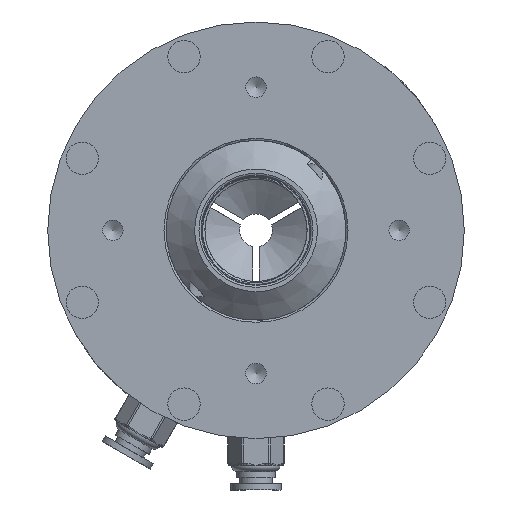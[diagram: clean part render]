
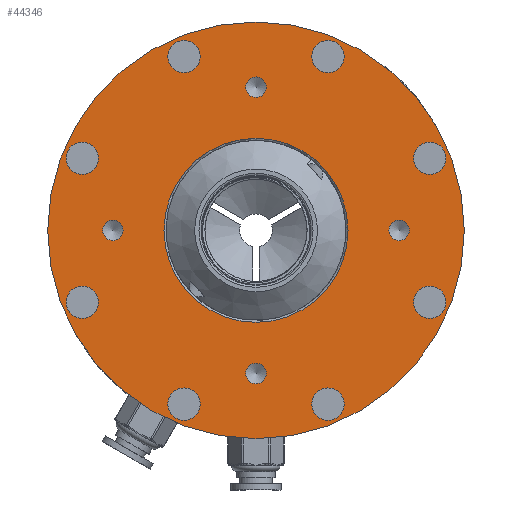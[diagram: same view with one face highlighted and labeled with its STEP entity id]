
A CAD part, front view. The second image highlights one B-rep face of the part: STEP entity #44346.
In plain terms, the highlighted planar face has unit normal (0, -1, 0).
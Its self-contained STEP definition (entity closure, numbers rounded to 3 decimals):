
#55 = AXIS2_PLACEMENT_3D ( 'NONE', #36379, #47330, #28762 ) ;
#177 = CARTESIAN_POINT ( 'NONE',  ( 0., 0., 32.5 ) ) ;
#256 = EDGE_LOOP ( 'NONE', ( #47156 ) ) ;
#361 = DIRECTION ( 'NONE',  ( 0., 1., 0. ) ) ;
#551 = DIRECTION ( 'NONE',  ( 0., -1., 0. ) ) ;
#726 = DIRECTION ( 'NONE',  ( 0., -1., 0. ) ) ;
#2176 = CARTESIAN_POINT ( 'NONE',  ( 0., 0., 22.5 ) ) ;
#2209 = EDGE_CURVE ( 'NONE', #15791, #15791, #38170, .T. ) ;
#2683 = CIRCLE ( 'NONE', #11218, 3.95 ) ;
#2714 = AXIS2_PLACEMENT_3D ( 'NONE', #41258, #361, #15209 ) ;
#3114 = CIRCLE ( 'NONE', #44334, 3.95 ) ;
#3187 = EDGE_LOOP ( 'NONE', ( #19453 ) ) ;
#3313 = CIRCLE ( 'NONE', #16516, 2.5 ) ;
#4310 = DIRECTION ( 'NONE',  ( 0., 0., 1. ) ) ;
#4411 = CIRCLE ( 'NONE', #39362, 2.5 ) ;
#4416 = DIRECTION ( 'NONE',  ( 0., -1., 0. ) ) ;
#4508 = EDGE_LOOP ( 'NONE', ( #14654 ) ) ;
#4770 = FACE_BOUND ( 'NONE', #14797, .T. ) ;
#5027 = FACE_BOUND ( 'NONE', #15263, .T. ) ;
#5259 = FACE_BOUND ( 'NONE', #11727, .T. ) ;
#5279 = CARTESIAN_POINT ( 'NONE',  ( -42.498, 0., -17.603 ) ) ;
#5416 = CARTESIAN_POINT ( 'NONE',  ( 0., 0., -35. ) ) ;
#5748 = EDGE_LOOP ( 'NONE', ( #30621 ) ) ;
#6403 = ORIENTED_EDGE ( 'NONE', *, *, #13868, .T. ) ;
#6539 = VERTEX_POINT ( 'NONE', #2176 ) ;
#6558 = ORIENTED_EDGE ( 'NONE', *, *, #28078, .F. ) ;
#7014 = VERTEX_POINT ( 'NONE', #18195 ) ;
#7266 = CARTESIAN_POINT ( 'NONE',  ( -17.603, 0., 46.448 ) ) ;
#8064 = CARTESIAN_POINT ( 'NONE',  ( 35., 0., 0. ) ) ;
#8272 = CIRCLE ( 'NONE', #11396, 3.95 ) ;
#8501 = DIRECTION ( 'NONE',  ( 0., 0., 1. ) ) ;
#8660 = FACE_BOUND ( 'NONE', #13110, .T. ) ;
#8767 = ORIENTED_EDGE ( 'NONE', *, *, #10201, .T. ) ;
#8919 = FACE_BOUND ( 'NONE', #32782, .T. ) ;
#9085 = CIRCLE ( 'NONE', #37075, 2.5 ) ;
#9220 = DIRECTION ( 'NONE',  ( 0., -1., 0. ) ) ;
#9353 = AXIS2_PLACEMENT_3D ( 'NONE', #10091, #43232, #24688 ) ;
#9694 = VERTEX_POINT ( 'NONE', #24755 ) ;
#9842 = DIRECTION ( 'NONE',  ( 0., 0., 1. ) ) ;
#10091 = CARTESIAN_POINT ( 'NONE',  ( 17.603, 0., 42.498 ) ) ;
#10201 = EDGE_CURVE ( 'NONE', #9694, #9694, #32676, .T. ) ;
#11218 = AXIS2_PLACEMENT_3D ( 'NONE', #48091, #36180, #29525 ) ;
#11275 = DIRECTION ( 'NONE',  ( 0., 0., -1. ) ) ;
#11396 = AXIS2_PLACEMENT_3D ( 'NONE', #35446, #39088, #9842 ) ;
#11727 = EDGE_LOOP ( 'NONE', ( #40987 ) ) ;
#11936 = DIRECTION ( 'NONE',  ( 0., 0., -1. ) ) ;
#12239 = EDGE_CURVE ( 'NONE', #25002, #25002, #2683, .T. ) ;
#12552 = PLANE ( 'NONE',  #38855 ) ;
#12878 = EDGE_LOOP ( 'NONE', ( #8767 ) ) ;
#12996 = AXIS2_PLACEMENT_3D ( 'NONE', #5279, #20120, #34984 ) ;
#13106 = VERTEX_POINT ( 'NONE', #27922 ) ;
#13110 = EDGE_LOOP ( 'NONE', ( #33031 ) ) ;
#13280 = ORIENTED_EDGE ( 'NONE', *, *, #25714, .F. ) ;
#13868 = EDGE_CURVE ( 'NONE', #6539, #6539, #27547, .T. ) ;
#14297 = VERTEX_POINT ( 'NONE', #44507 ) ;
#14654 = ORIENTED_EDGE ( 'NONE', *, *, #41653, .F. ) ;
#14669 = CARTESIAN_POINT ( 'NONE',  ( -35., 0., 0. ) ) ;
#14797 = EDGE_LOOP ( 'NONE', ( #13280 ) ) ;
#14816 = EDGE_CURVE ( 'NONE', #28874, #28874, #43979, .T. ) ;
#14856 = DIRECTION ( 'NONE',  ( 0., 0., 1. ) ) ;
#15209 = DIRECTION ( 'NONE',  ( 0., 0., 1. ) ) ;
#15263 = EDGE_LOOP ( 'NONE', ( #6558 ) ) ;
#15705 = FACE_BOUND ( 'NONE', #42248, .T. ) ;
#15791 = VERTEX_POINT ( 'NONE', #30634 ) ;
#15949 = DIRECTION ( 'NONE',  ( 0., 1., 0. ) ) ;
#16112 = DIRECTION ( 'NONE',  ( 0., -1., 0. ) ) ;
#16296 = EDGE_LOOP ( 'NONE', ( #6403 ) ) ;
#16477 = EDGE_CURVE ( 'NONE', #13106, #13106, #4411, .T. ) ;
#16516 = AXIS2_PLACEMENT_3D ( 'NONE', #14669, #551, #33176 ) ;
#17772 = EDGE_CURVE ( 'NONE', #43074, #43074, #3114, .T. ) ;
#18195 = CARTESIAN_POINT ( 'NONE',  ( -35., 0., -2.5 ) ) ;
#18625 = AXIS2_PLACEMENT_3D ( 'NONE', #46541, #25037, #39685 ) ;
#19453 = ORIENTED_EDGE ( 'NONE', *, *, #16477, .F. ) ;
#19621 = EDGE_CURVE ( 'NONE', #40602, #40602, #8272, .T. ) ;
#19860 = FACE_BOUND ( 'NONE', #41921, .T. ) ;
#20120 = DIRECTION ( 'NONE',  ( 0., -1., 0. ) ) ;
#21170 = AXIS2_PLACEMENT_3D ( 'NONE', #29920, #726, #14856 ) ;
#21680 = ORIENTED_EDGE ( 'NONE', *, *, #12239, .F. ) ;
#22003 = DIRECTION ( 'NONE',  ( 0., -1., 0. ) ) ;
#22346 = VERTEX_POINT ( 'NONE', #44990 ) ;
#23259 = FACE_BOUND ( 'NONE', #31251, .T. ) ;
#23355 = EDGE_CURVE ( 'NONE', #37222, #37222, #9085, .T. ) ;
#24688 = DIRECTION ( 'NONE',  ( 0., 0., 1. ) ) ;
#24755 = CARTESIAN_POINT ( 'NONE',  ( 0., 0., -50.95 ) ) ;
#25002 = VERTEX_POINT ( 'NONE', #28168 ) ;
#25037 = DIRECTION ( 'NONE',  ( 0., -1., 0. ) ) ;
#25714 = EDGE_CURVE ( 'NONE', #7014, #7014, #3313, .T. ) ;
#26019 = EDGE_CURVE ( 'NONE', #14297, #14297, #47632, .T. ) ;
#27147 = VERTEX_POINT ( 'NONE', #34760 ) ;
#27547 = CIRCLE ( 'NONE', #2714, 22.5 ) ;
#27922 = CARTESIAN_POINT ( 'NONE',  ( 0., 0., -37.5 ) ) ;
#28078 = EDGE_CURVE ( 'NONE', #22346, #22346, #31824, .T. ) ;
#28168 = CARTESIAN_POINT ( 'NONE',  ( -42.498, 0., 21.553 ) ) ;
#28762 = DIRECTION ( 'NONE',  ( 0., 0., -1. ) ) ;
#28874 = VERTEX_POINT ( 'NONE', #39881 ) ;
#29354 = VERTEX_POINT ( 'NONE', #177 ) ;
#29525 = DIRECTION ( 'NONE',  ( 0., 0., 1. ) ) ;
#29807 = CARTESIAN_POINT ( 'NONE',  ( -17.603, 0., -42.498 ) ) ;
#29920 = CARTESIAN_POINT ( 'NONE',  ( 42.498, 0., 17.603 ) ) ;
#30060 = EDGE_CURVE ( 'NONE', #29354, #29354, #40565, .T. ) ;
#30621 = ORIENTED_EDGE ( 'NONE', *, *, #2209, .F. ) ;
#30634 = CARTESIAN_POINT ( 'NONE',  ( 17.603, 0., 46.448 ) ) ;
#30788 = FACE_OUTER_BOUND ( 'NONE', #12878, .T. ) ;
#30950 = DIRECTION ( 'NONE',  ( 0., 0., -1. ) ) ;
#31251 = EDGE_LOOP ( 'NONE', ( #21680 ) ) ;
#31824 = CIRCLE ( 'NONE', #18625, 3.95 ) ;
#32676 = CIRCLE ( 'NONE', #55, 50.95 ) ;
#32782 = EDGE_LOOP ( 'NONE', ( #46679 ) ) ;
#32858 = ORIENTED_EDGE ( 'NONE', *, *, #23355, .F. ) ;
#33031 = ORIENTED_EDGE ( 'NONE', *, *, #30060, .F. ) ;
#33176 = DIRECTION ( 'NONE',  ( 0., 0., -1. ) ) ;
#33184 = CARTESIAN_POINT ( 'NONE',  ( 0., 0., 35. ) ) ;
#34232 = CARTESIAN_POINT ( 'NONE',  ( -22., 0., 0. ) ) ;
#34760 = CARTESIAN_POINT ( 'NONE',  ( -42.498, 0., -13.653 ) ) ;
#34984 = DIRECTION ( 'NONE',  ( 0., 0., 1. ) ) ;
#35169 = AXIS2_PLACEMENT_3D ( 'NONE', #33184, #22003, #11275 ) ;
#35446 = CARTESIAN_POINT ( 'NONE',  ( -17.603, 0., 42.498 ) ) ;
#36180 = DIRECTION ( 'NONE',  ( 0., -1., 0. ) ) ;
#36379 = CARTESIAN_POINT ( 'NONE',  ( 0., 0., 0. ) ) ;
#37011 = FACE_BOUND ( 'NONE', #5748, .T. ) ;
#37075 = AXIS2_PLACEMENT_3D ( 'NONE', #8064, #4416, #11936 ) ;
#37222 = VERTEX_POINT ( 'NONE', #37695 ) ;
#37695 = CARTESIAN_POINT ( 'NONE',  ( 35., 0., -2.5 ) ) ;
#37895 = CIRCLE ( 'NONE', #12996, 3.95 ) ;
#38140 = FACE_BOUND ( 'NONE', #256, .T. ) ;
#38170 = CIRCLE ( 'NONE', #9353, 3.95 ) ;
#38387 = FACE_BOUND ( 'NONE', #4508, .T. ) ;
#38855 = AXIS2_PLACEMENT_3D ( 'NONE', #34232, #15949, #4310 ) ;
#39088 = DIRECTION ( 'NONE',  ( 0., -1., 0. ) ) ;
#39362 = AXIS2_PLACEMENT_3D ( 'NONE', #5416, #16112, #30950 ) ;
#39407 = CARTESIAN_POINT ( 'NONE',  ( -17.603, 0., -38.548 ) ) ;
#39685 = DIRECTION ( 'NONE',  ( 0., 0., 1. ) ) ;
#39881 = CARTESIAN_POINT ( 'NONE',  ( 42.498, 0., -13.653 ) ) ;
#40078 = AXIS2_PLACEMENT_3D ( 'NONE', #46028, #9220, #8501 ) ;
#40565 = CIRCLE ( 'NONE', #35169, 2.5 ) ;
#40602 = VERTEX_POINT ( 'NONE', #7266 ) ;
#40813 = DIRECTION ( 'NONE',  ( 0., -1., 0. ) ) ;
#40987 = ORIENTED_EDGE ( 'NONE', *, *, #19621, .F. ) ;
#41258 = CARTESIAN_POINT ( 'NONE',  ( 0., 0., 0. ) ) ;
#41284 = DIRECTION ( 'NONE',  ( 0., 0., 1. ) ) ;
#41536 = FACE_BOUND ( 'NONE', #3187, .T. ) ;
#41653 = EDGE_CURVE ( 'NONE', #27147, #27147, #37895, .T. ) ;
#41921 = EDGE_LOOP ( 'NONE', ( #32858 ) ) ;
#42022 = FACE_BOUND ( 'NONE', #16296, .T. ) ;
#42248 = EDGE_LOOP ( 'NONE', ( #43835 ) ) ;
#43074 = VERTEX_POINT ( 'NONE', #39407 ) ;
#43232 = DIRECTION ( 'NONE',  ( 0., -1., 0. ) ) ;
#43835 = ORIENTED_EDGE ( 'NONE', *, *, #26019, .F. ) ;
#43979 = CIRCLE ( 'NONE', #40078, 3.95 ) ;
#44334 = AXIS2_PLACEMENT_3D ( 'NONE', #29807, #40813, #41284 ) ;
#44346 = ADVANCED_FACE ( 'NONE', ( #42022, #5259, #23259, #38387, #8919, #5027, #38140, #15705, #37011, #4770, #8660, #19860, #41536, #30788 ), #12552, .F. ) ;
#44507 = CARTESIAN_POINT ( 'NONE',  ( 42.498, 0., 21.553 ) ) ;
#44990 = CARTESIAN_POINT ( 'NONE',  ( 17.603, 0., -38.548 ) ) ;
#46028 = CARTESIAN_POINT ( 'NONE',  ( 42.498, 0., -17.603 ) ) ;
#46541 = CARTESIAN_POINT ( 'NONE',  ( 17.603, 0., -42.498 ) ) ;
#46679 = ORIENTED_EDGE ( 'NONE', *, *, #17772, .F. ) ;
#47156 = ORIENTED_EDGE ( 'NONE', *, *, #14816, .F. ) ;
#47330 = DIRECTION ( 'NONE',  ( 0., -1., 0. ) ) ;
#47632 = CIRCLE ( 'NONE', #21170, 3.95 ) ;
#48091 = CARTESIAN_POINT ( 'NONE',  ( -42.498, 0., 17.603 ) ) ;
